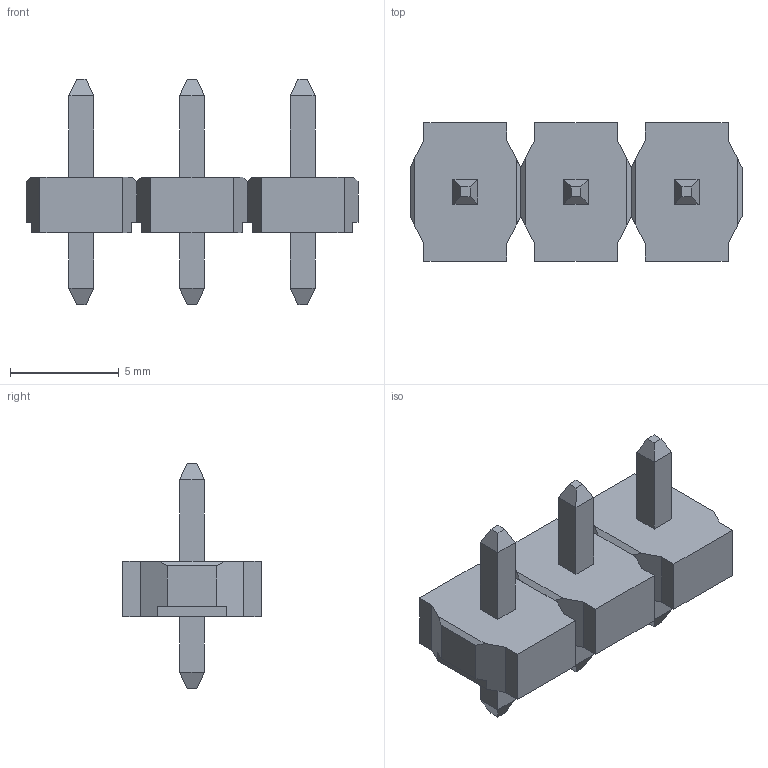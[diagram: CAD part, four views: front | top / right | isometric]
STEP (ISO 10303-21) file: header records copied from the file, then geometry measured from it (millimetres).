
FILE_DESCRIPTION(/* description */ (''),/* implementation_level */ '2;1');
FILE_NAME(/* name */ '985-40-03-1-xx.stp',/* time_stamp */ '2018-05-24T07:59:56+02:00',/* author */ ('andreas.larin'),/* organization */ (''),/* preprocessor_version */ 'ST-DEVELOPER v15.6',/* originating_system */ 'Autodesk Inventor 2015',/* authorisation */ '');
FILE_SCHEMA (('AUTOMOTIVE_DESIGN { 1 0 10303 214 3 1 1 }'));
Length unit declared in the file: centimetre
Products named in the file (1): 985-40-03-1-xx
Bounding box: 15.24 x 6.35 x 10.34 mm (x, y, z)
Volume: 243.4 mm3; surface area: 407.2 mm2
Topology: 1 solids, 1 shells, 108 faces, 272 edges, 172 vertices
Faces by surface type: plane 108
Entity records: 3156 total; most frequent: CARTESIAN_POINT 553, ORIENTED_EDGE 544, DIRECTION 490, LINE 272, VECTOR 272, EDGE_CURVE 272, VERTEX_POINT 172, EDGE_LOOP 114
